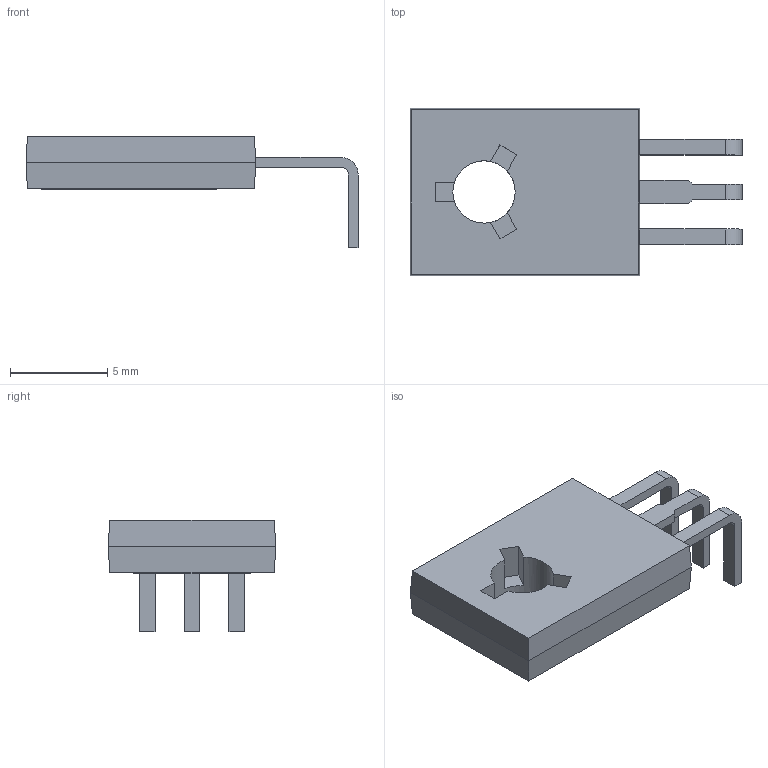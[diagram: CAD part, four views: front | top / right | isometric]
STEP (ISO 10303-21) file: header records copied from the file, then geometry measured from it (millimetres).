
FILE_DESCRIPTION(('STEP AP214'), '1');
FILE_NAME('TO-126', '2019-03-05T19:52:57', ('Che'), (''), 'ASCON STEP Converter 1.3', 'ASCON Math Kernel', '');
FILE_SCHEMA(('AUTOMOTIVE_DESIGN { 1 0 10303 214 3 1 1}'));
Length unit declared in the file: millimetre
Bounding box: 17.05 x 8.6 x 5.75 mm (x, y, z)
Volume: 257.1 mm3; surface area: 403.8 mm2
Topology: 1 solids, 1 shells, 61 faces, 167 edges, 110 vertices
Faces by surface type: plane 53, cylinder 8
Full cylindrical faces by diameter (mm): 3.2 x1, 3.6 x1
Entity records: 2437 total; most frequent: CARTESIAN_POINT 337, ORIENTED_EDGE 330, DIRECTION 311, EDGE_CURVE 165, LINE 143, VECTOR 143, VERTEX_POINT 110, AXIS2_PLACEMENT_3D 84
